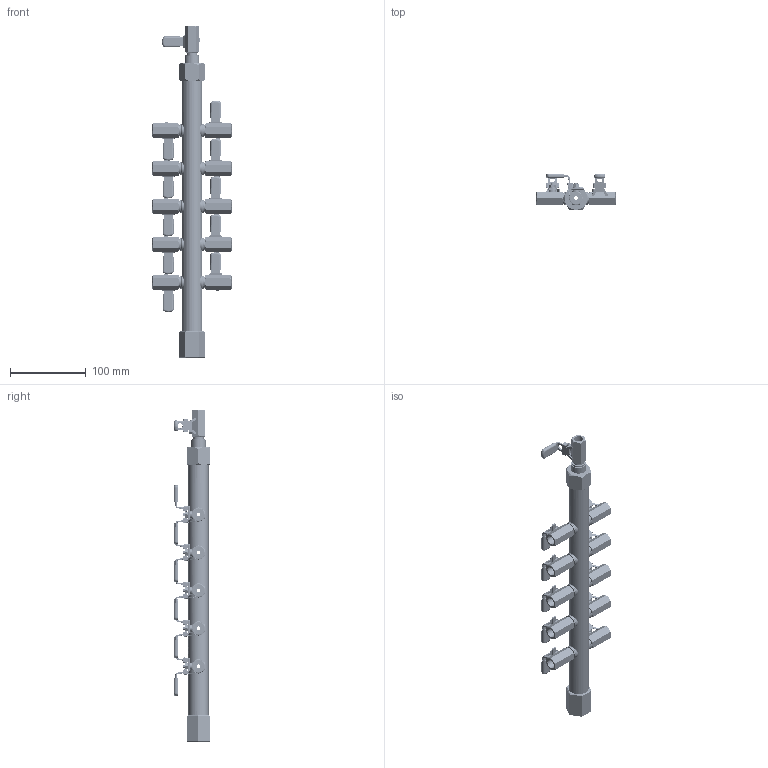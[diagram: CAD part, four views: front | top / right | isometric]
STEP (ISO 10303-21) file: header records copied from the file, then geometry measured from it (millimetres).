
FILE_DESCRIPTION (( 'STEP AP214' ), '1' );
FILE_NAME ('AH34RP10DL-14RCS AH34 Series 10 Way Double Sided Stainless Steel Instrument Air Manifold.STEP', '2020-02-26T19:40:09', ( '' ), ( '' ), 'SwSTEP 2.0', 'SolidWorks 2020', '' );
FILE_SCHEMA (( 'AUTOMOTIVE_DESIGN' ));
Length unit declared in the file: millimetre
Products named in the file (27): STEM; BACK_P; D1T-HL red sleeve_D1T-HL Closed; 5mm Nylon Washer; D1T-HL Valve Body; Lever; 3-4 BSPT DIN2999 Coupler 316 SS; 5mm SS Lock Washer; m5 Nut; Manifold Adaptor; White letter colouring block; 5mm SS Washer; F-CAP; D1T-HL Handle Cover; AH34RP10DL-14RCS AH34 Series 10 Way Double Sided Stainless Steel Instrument Air Manifold; AH34RP10DL-14RCS AH34 Series 10 Way Double SidedManifold; SLIDE_LOCK
Assembly tree (157 placements, depth 3):
  AH34RP10DL-14RCS AH34 Series 10 Way Double Sided Stainless Steel Instrument Air Manifold
    AH34RP10DL-14RCS AH34 Series 10 Way Double SidedManifold
    Manifold Adaptor
    D1T-HL red sleeve_D1T-HL Closed
      D1T-HL Valve Body
      STEM
      BACK_P
      F-CAP
      SLIDE_LOCK
      Lever
      5mm Nylon Washer
      5mm SS Washer  x2
      5mm SS Lock Washer
      m5 Nut
      D1T-HL Handle Cover
      White letter colouring block
    D1T-HL red sleeve_D1T-HL Closed
      D1T-HL Valve Body
      STEM
      BACK_P
      F-CAP
      SLIDE_LOCK
      Lever
      5mm Nylon Washer
      5mm SS Washer  x2
      5mm SS Lock Washer
      m5 Nut
      D1T-HL Handle Cover
      White letter colouring block
    D1T-HL red sleeve_D1T-HL Closed
      D1T-HL Valve Body
      STEM
      BACK_P
      F-CAP
      SLIDE_LOCK
      Lever
      5mm Nylon Washer
      5mm SS Washer  x2
      5mm SS Lock Washer
      m5 Nut
      D1T-HL Handle Cover
      White letter colouring block
    D1T-HL red sleeve_D1T-HL Closed
      D1T-HL Valve Body
      STEM
      BACK_P
      F-CAP
      SLIDE_LOCK
      Lever
      5mm Nylon Washer
      5mm SS Washer  x2
      5mm SS Lock Washer
      m5 Nut
      D1T-HL Handle Cover
      White letter colouring block
    D1T-HL red sleeve_D1T-HL Closed
      D1T-HL Valve Body
      STEM
      BACK_P
      F-CAP
Bounding box: 104.4 x 47.35 x 438 mm (x, y, z)
Volume: 257307.6 mm3; surface area: 196514.7 mm2
Topology: 179 solids, 179 shells, 6096 faces, 15473 edges, 9928 vertices
Faces by surface type: plane 2753, cylinder 1572, bspline 1013, torus 572, cone 186
Entity records: 50957 total; most frequent: CARTESIAN_POINT 24696, ORIENTED_EDGE 4822, DIRECTION 4098, EDGE_CURVE 2411, VERTEX_POINT 1540, AXIS2_PLACEMENT_3D 1465, LINE 1168, VECTOR 1168
